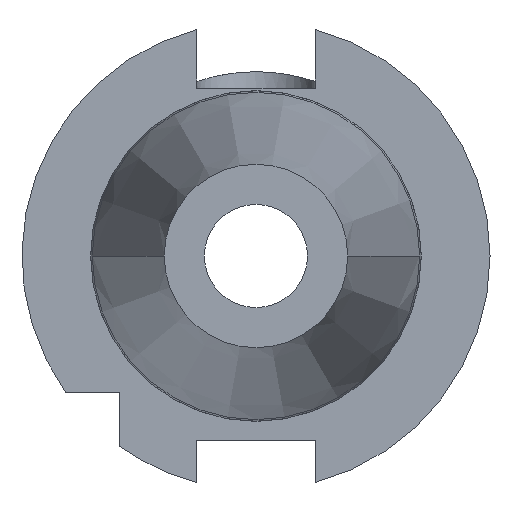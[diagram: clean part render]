
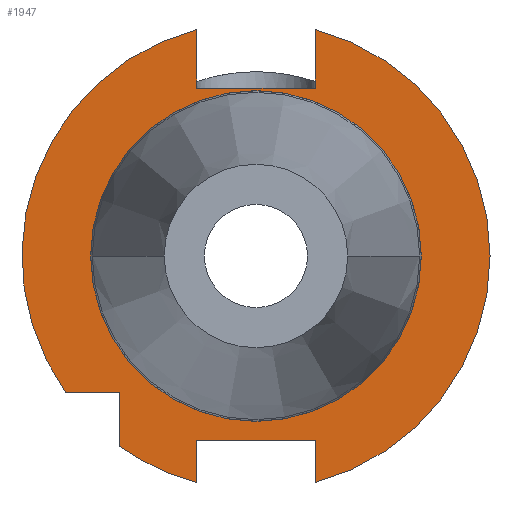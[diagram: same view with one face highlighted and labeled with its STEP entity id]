
A CAD part, left-side view. The second image highlights one B-rep face of the part: STEP entity #1947.
In plain terms, the highlighted planar face has unit normal (-1, 0, 0).
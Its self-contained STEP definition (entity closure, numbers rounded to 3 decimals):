
#314=DIRECTION('',(0.,-1.,0.));
#315=VECTOR('',#314,7.334);
#316=CARTESIAN_POINT('',(3.2,25.834,-18.5));
#317=LINE('',#316,#315);
#321=DIRECTION('',(0.,0.,-1.));
#322=VECTOR('',#321,7.938);
#323=CARTESIAN_POINT('',(3.2,8.05,30.738));
#324=LINE('',#323,#322);
#328=DIRECTION('',(0.,1.,0.));
#329=VECTOR('',#328,16.1);
#330=CARTESIAN_POINT('',(3.2,-8.05,22.8));
#331=LINE('',#330,#329);
#335=DIRECTION('',(0.,0.,-1.));
#336=VECTOR('',#335,7.938);
#337=CARTESIAN_POINT('',(3.2,-8.05,30.738));
#338=LINE('',#337,#336);
#342=DIRECTION('',(0.,0.,1.));
#343=VECTOR('',#342,5.738);
#344=CARTESIAN_POINT('',(3.2,-8.05,-30.738));
#345=LINE('',#344,#343);
#349=DIRECTION('',(0.,1.,0.));
#350=VECTOR('',#349,16.1);
#351=CARTESIAN_POINT('',(3.2,-8.05,-25.));
#352=LINE('',#351,#350);
#356=DIRECTION('',(0.,0.,1.));
#357=VECTOR('',#356,5.738);
#358=CARTESIAN_POINT('',(3.2,8.05,-30.738));
#359=LINE('',#358,#357);
#363=DIRECTION('',(0.,0.,1.));
#364=VECTOR('',#363,7.334);
#365=CARTESIAN_POINT('',(3.2,18.5,-25.834));
#366=LINE('',#365,#364);
#384=CARTESIAN_POINT('',(3.2,0.,0.));
#385=DIRECTION('',(-1.,0.,0.));
#386=DIRECTION('',(0.,1.,0.));
#387=AXIS2_PLACEMENT_3D('',#384,#385,#386);
#392=CARTESIAN_POINT('',(3.2,0.,0.));
#393=DIRECTION('',(1.,0.,0.));
#394=DIRECTION('',(0.,1.,0.));
#395=AXIS2_PLACEMENT_3D('',#392,#393,#394);
#1385=CARTESIAN_POINT('',(3.2,0.,0.));
#1386=DIRECTION('',(-1.,0.,0.));
#1387=DIRECTION('',(0.,-0.253,-0.967));
#1388=AXIS2_PLACEMENT_3D('',#1385,#1386,#1387);
#1430=CARTESIAN_POINT('',(3.2,0.,0.));
#1431=DIRECTION('',(-1.,0.,0.));
#1432=DIRECTION('',(0.,0.253,0.967));
#1433=AXIS2_PLACEMENT_3D('',#1430,#1431,#1432);
#1445=CARTESIAN_POINT('',(3.2,0.,0.));
#1446=DIRECTION('',(-1.,0.,0.));
#1447=DIRECTION('',(0.,0.582,-0.813));
#1448=AXIS2_PLACEMENT_3D('',#1445,#1446,#1447);
#1490=CARTESIAN_POINT('',(3.2,22.334,0.));
#1492=VERTEX_POINT('',#1490);
#1500=CARTESIAN_POINT('',(3.2,-22.334,0.));
#1502=VERTEX_POINT('',#1500);
#1522=CARTESIAN_POINT('',(3.2,8.05,30.738));
#1523=VERTEX_POINT('',#1522);
#1524=CARTESIAN_POINT('',(3.2,-8.05,30.738));
#1525=VERTEX_POINT('',#1524);
#1526=CARTESIAN_POINT('',(3.2,-8.05,22.8));
#1527=CARTESIAN_POINT('',(3.2,8.05,22.8));
#1528=VERTEX_POINT('',#1526);
#1529=VERTEX_POINT('',#1527);
#1566=CARTESIAN_POINT('',(3.2,8.05,-30.738));
#1567=VERTEX_POINT('',#1566);
#1568=CARTESIAN_POINT('',(3.2,-8.05,-30.738));
#1569=VERTEX_POINT('',#1568);
#1570=CARTESIAN_POINT('',(3.2,-8.05,-25.));
#1571=CARTESIAN_POINT('',(3.2,8.05,-25.));
#1572=VERTEX_POINT('',#1570);
#1573=VERTEX_POINT('',#1571);
#1666=CARTESIAN_POINT('',(3.2,25.834,-18.5));
#1667=VERTEX_POINT('',#1666);
#1668=CARTESIAN_POINT('',(3.2,18.5,-25.834));
#1669=VERTEX_POINT('',#1668);
#1670=CARTESIAN_POINT('',(3.2,18.5,-18.5));
#1671=VERTEX_POINT('',#1670);
#1915=CARTESIAN_POINT('',(3.2,0.,0.));
#1916=DIRECTION('',(1.,0.,0.));
#1917=DIRECTION('',(0.,-1.,0.));
#1918=AXIS2_PLACEMENT_3D('',#1915,#1916,#1917);
#1919=PLANE('',#1918);
#1921=ORIENTED_EDGE('',*,*,#1920,.F.);
#1923=ORIENTED_EDGE('',*,*,#1922,.F.);
#1924=ORIENTED_EDGE('',*,*,#1836,.T.);
#1926=ORIENTED_EDGE('',*,*,#1925,.F.);
#1928=ORIENTED_EDGE('',*,*,#1927,.F.);
#1930=ORIENTED_EDGE('',*,*,#1929,.F.);
#1931=ORIENTED_EDGE('',*,*,#1897,.T.);
#1932=ORIENTED_EDGE('',*,*,#1758,.T.);
#1934=ORIENTED_EDGE('',*,*,#1933,.F.);
#1936=ORIENTED_EDGE('',*,*,#1935,.F.);
#1938=ORIENTED_EDGE('',*,*,#1937,.T.);
#1939=EDGE_LOOP('',(#1921,#1923,#1924,#1926,#1928,#1930,#1931,#1932,#1934,#1936,
#1938));
#1940=FACE_OUTER_BOUND('',#1939,.F.);
#1942=ORIENTED_EDGE('',*,*,#1941,.T.);
#1944=ORIENTED_EDGE('',*,*,#1943,.F.);
#1945=EDGE_LOOP('',(#1942,#1944));
#1946=FACE_BOUND('',#1945,.F.);
#388=CIRCLE('',#387,22.334);
#396=CIRCLE('',#395,22.334);
#1389=CIRCLE('',#1388,31.775);
#1434=CIRCLE('',#1433,31.775);
#1449=CIRCLE('',#1448,31.775);
#1758=EDGE_CURVE('',#1572,#1573,#352,.T.);
#1836=EDGE_CURVE('',#1523,#1529,#324,.T.);
#1897=EDGE_CURVE('',#1569,#1572,#345,.T.);
#1920=EDGE_CURVE('',#1667,#1671,#317,.T.);
#1922=EDGE_CURVE('',#1523,#1667,#1434,.T.);
#1925=EDGE_CURVE('',#1528,#1529,#331,.T.);
#1927=EDGE_CURVE('',#1525,#1528,#338,.T.);
#1929=EDGE_CURVE('',#1569,#1525,#1389,.T.);
#1933=EDGE_CURVE('',#1567,#1573,#359,.T.);
#1935=EDGE_CURVE('',#1669,#1567,#1449,.T.);
#1937=EDGE_CURVE('',#1669,#1671,#366,.T.);
#1941=EDGE_CURVE('',#1492,#1502,#388,.T.);
#1943=EDGE_CURVE('',#1492,#1502,#396,.T.);
#1947=ADVANCED_FACE('',(#1940,#1946),#1919,.F.);
